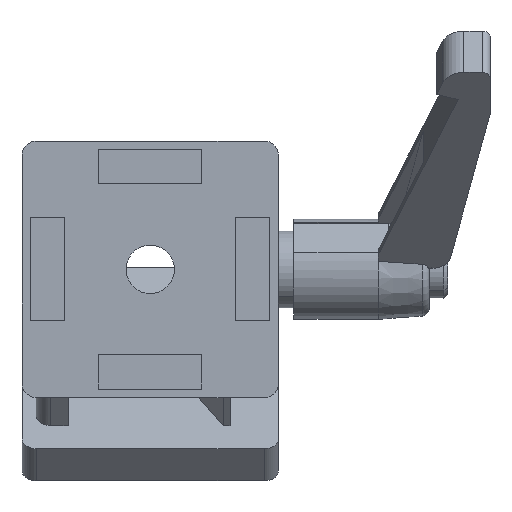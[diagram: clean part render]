
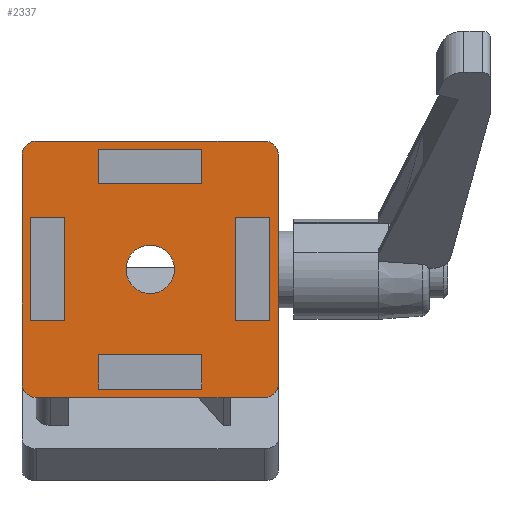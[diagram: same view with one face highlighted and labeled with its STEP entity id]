
A CAD part, front view. The second image highlights one B-rep face of the part: STEP entity #2337.
In plain terms, the highlighted planar face has unit normal (0, -1, 0).
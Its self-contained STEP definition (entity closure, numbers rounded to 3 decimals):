
#340=DIRECTION('',(0.,0.,-1.));
#341=VECTOR('',#340,18.1);
#342=CARTESIAN_POINT('',(-21.,0.,9.05));
#343=LINE('',#342,#341);
#347=DIRECTION('',(1.,0.,0.));
#348=VECTOR('',#347,6.);
#349=CARTESIAN_POINT('',(-21.,0.,-9.05));
#350=LINE('',#349,#348);
#354=DIRECTION('',(0.,0.,1.));
#355=VECTOR('',#354,18.1);
#356=CARTESIAN_POINT('',(-15.,0.,-9.05));
#357=LINE('',#356,#355);
#361=DIRECTION('',(-1.,0.,0.));
#362=VECTOR('',#361,6.);
#363=CARTESIAN_POINT('',(-15.,0.,9.05));
#364=LINE('',#363,#362);
#368=DIRECTION('',(1.,0.,0.));
#369=VECTOR('',#368,18.1);
#370=CARTESIAN_POINT('',(-9.05,0.,-21.));
#371=LINE('',#370,#369);
#375=DIRECTION('',(0.,0.,1.));
#376=VECTOR('',#375,6.);
#377=CARTESIAN_POINT('',(9.05,0.,-21.));
#378=LINE('',#377,#376);
#382=DIRECTION('',(-1.,0.,0.));
#383=VECTOR('',#382,18.1);
#384=CARTESIAN_POINT('',(9.05,0.,-15.));
#385=LINE('',#384,#383);
#389=DIRECTION('',(0.,0.,-1.));
#390=VECTOR('',#389,6.);
#391=CARTESIAN_POINT('',(-9.05,0.,-15.));
#392=LINE('',#391,#390);
#396=DIRECTION('',(0.,0.,-1.));
#397=VECTOR('',#396,6.);
#398=CARTESIAN_POINT('',(-9.05,0.,21.));
#399=LINE('',#398,#397);
#403=DIRECTION('',(1.,0.,0.));
#404=VECTOR('',#403,18.1);
#405=CARTESIAN_POINT('',(-9.05,0.,15.));
#406=LINE('',#405,#404);
#410=DIRECTION('',(0.,0.,1.));
#411=VECTOR('',#410,6.);
#412=CARTESIAN_POINT('',(9.05,0.,15.));
#413=LINE('',#412,#411);
#417=DIRECTION('',(-1.,0.,0.));
#418=VECTOR('',#417,18.1);
#419=CARTESIAN_POINT('',(9.05,0.,21.));
#420=LINE('',#419,#418);
#424=DIRECTION('',(-1.,0.,0.));
#425=VECTOR('',#424,6.);
#426=CARTESIAN_POINT('',(21.,0.,9.05));
#427=LINE('',#426,#425);
#431=DIRECTION('',(0.,0.,-1.));
#432=VECTOR('',#431,18.1);
#433=CARTESIAN_POINT('',(15.,0.,9.05));
#434=LINE('',#433,#432);
#438=DIRECTION('',(1.,0.,0.));
#439=VECTOR('',#438,6.);
#440=CARTESIAN_POINT('',(15.,0.,-9.05));
#441=LINE('',#440,#439);
#445=DIRECTION('',(0.,0.,1.));
#446=VECTOR('',#445,18.1);
#447=CARTESIAN_POINT('',(21.,0.,-9.05));
#448=LINE('',#447,#446);
#452=CARTESIAN_POINT('',(0.,0.,0.));
#453=DIRECTION('',(0.,1.,0.));
#454=DIRECTION('',(0.,0.,-1.));
#455=AXIS2_PLACEMENT_3D('',#452,#453,#454);
#460=CARTESIAN_POINT('',(0.,0.,0.));
#461=DIRECTION('',(0.,1.,0.));
#462=DIRECTION('',(0.,0.,1.));
#463=AXIS2_PLACEMENT_3D('',#460,#461,#462);
#468=CARTESIAN_POINT('',(-20.,0.,20.));
#469=DIRECTION('',(0.,-1.,0.));
#470=DIRECTION('',(0.,0.,1.));
#471=AXIS2_PLACEMENT_3D('',#468,#469,#470);
#476=DIRECTION('',(1.,0.,0.));
#477=VECTOR('',#476,40.);
#478=CARTESIAN_POINT('',(-20.,0.,22.5));
#479=LINE('',#478,#477);
#483=CARTESIAN_POINT('',(20.,0.,20.));
#484=DIRECTION('',(0.,-1.,0.));
#485=DIRECTION('',(1.,0.,0.));
#486=AXIS2_PLACEMENT_3D('',#483,#484,#485);
#491=DIRECTION('',(0.,0.,-1.));
#492=VECTOR('',#491,40.);
#493=CARTESIAN_POINT('',(22.5,0.,20.));
#494=LINE('',#493,#492);
#498=CARTESIAN_POINT('',(20.,0.,-20.));
#499=DIRECTION('',(0.,-1.,0.));
#500=DIRECTION('',(0.,0.,-1.));
#501=AXIS2_PLACEMENT_3D('',#498,#499,#500);
#506=DIRECTION('',(-1.,0.,0.));
#507=VECTOR('',#506,40.);
#508=CARTESIAN_POINT('',(20.,0.,-22.5));
#509=LINE('',#508,#507);
#513=CARTESIAN_POINT('',(-20.,0.,-20.));
#514=DIRECTION('',(0.,-1.,0.));
#515=DIRECTION('',(-1.,0.,0.));
#516=AXIS2_PLACEMENT_3D('',#513,#514,#515);
#521=DIRECTION('',(0.,0.,1.));
#522=VECTOR('',#521,40.);
#523=CARTESIAN_POINT('',(-22.5,0.,-20.));
#524=LINE('',#523,#522);
#1988=CARTESIAN_POINT('',(0.,0.,-4.25));
#1989=CARTESIAN_POINT('',(0.,0.,4.25));
#1990=VERTEX_POINT('',#1988);
#1991=VERTEX_POINT('',#1989);
#2096=CARTESIAN_POINT('',(-20.,0.,22.5));
#2097=CARTESIAN_POINT('',(-22.5,0.,20.));
#2098=VERTEX_POINT('',#2096);
#2099=VERTEX_POINT('',#2097);
#2104=CARTESIAN_POINT('',(22.5,0.,20.));
#2105=CARTESIAN_POINT('',(20.,0.,22.5));
#2106=VERTEX_POINT('',#2104);
#2107=VERTEX_POINT('',#2105);
#2112=CARTESIAN_POINT('',(-22.5,0.,-20.));
#2113=CARTESIAN_POINT('',(-20.,0.,-22.5));
#2114=VERTEX_POINT('',#2112);
#2115=VERTEX_POINT('',#2113);
#2120=CARTESIAN_POINT('',(20.,0.,-22.5));
#2121=CARTESIAN_POINT('',(22.5,0.,-20.));
#2122=VERTEX_POINT('',#2120);
#2123=VERTEX_POINT('',#2121);
#2176=CARTESIAN_POINT('',(-21.,0.,9.05));
#2177=CARTESIAN_POINT('',(-21.,0.,-9.05));
#2178=VERTEX_POINT('',#2176);
#2179=VERTEX_POINT('',#2177);
#2180=CARTESIAN_POINT('',(-15.,0.,-9.05));
#2181=VERTEX_POINT('',#2180);
#2182=CARTESIAN_POINT('',(-15.,0.,9.05));
#2183=VERTEX_POINT('',#2182);
#2184=CARTESIAN_POINT('',(-9.05,0.,-21.));
#2185=CARTESIAN_POINT('',(9.05,0.,-21.));
#2186=VERTEX_POINT('',#2184);
#2187=VERTEX_POINT('',#2185);
#2188=CARTESIAN_POINT('',(9.05,0.,-15.));
#2189=VERTEX_POINT('',#2188);
#2190=CARTESIAN_POINT('',(-9.05,0.,-15.));
#2191=VERTEX_POINT('',#2190);
#2192=CARTESIAN_POINT('',(-9.05,0.,21.));
#2193=CARTESIAN_POINT('',(-9.05,0.,15.));
#2194=VERTEX_POINT('',#2192);
#2195=VERTEX_POINT('',#2193);
#2196=CARTESIAN_POINT('',(9.05,0.,15.));
#2197=VERTEX_POINT('',#2196);
#2198=CARTESIAN_POINT('',(9.05,0.,21.));
#2199=VERTEX_POINT('',#2198);
#2200=CARTESIAN_POINT('',(21.,0.,9.05));
#2201=CARTESIAN_POINT('',(15.,0.,9.05));
#2202=VERTEX_POINT('',#2200);
#2203=VERTEX_POINT('',#2201);
#2204=CARTESIAN_POINT('',(15.,0.,-9.05));
#2205=VERTEX_POINT('',#2204);
#2206=CARTESIAN_POINT('',(21.,0.,-9.05));
#2207=VERTEX_POINT('',#2206);
#2268=CARTESIAN_POINT('',(0.,0.,0.));
#2269=DIRECTION('',(0.,1.,0.));
#2270=DIRECTION('',(1.,0.,0.));
#2271=AXIS2_PLACEMENT_3D('',#2268,#2269,#2270);
#2272=PLANE('',#2271);
#2274=ORIENTED_EDGE('',*,*,#2273,.F.);
#2276=ORIENTED_EDGE('',*,*,#2275,.T.);
#2278=ORIENTED_EDGE('',*,*,#2277,.F.);
#2280=ORIENTED_EDGE('',*,*,#2279,.T.);
#2282=ORIENTED_EDGE('',*,*,#2281,.F.);
#2284=ORIENTED_EDGE('',*,*,#2283,.T.);
#2286=ORIENTED_EDGE('',*,*,#2285,.F.);
#2288=ORIENTED_EDGE('',*,*,#2287,.T.);
#2289=EDGE_LOOP('',(#2274,#2276,#2278,#2280,#2282,#2284,#2286,#2288));
#2290=FACE_OUTER_BOUND('',#2289,.F.);
#2292=ORIENTED_EDGE('',*,*,#2291,.T.);
#2294=ORIENTED_EDGE('',*,*,#2293,.T.);
#2296=ORIENTED_EDGE('',*,*,#2295,.T.);
#2298=ORIENTED_EDGE('',*,*,#2297,.T.);
#2299=EDGE_LOOP('',(#2292,#2294,#2296,#2298));
#2300=FACE_BOUND('',#2299,.F.);
#2302=ORIENTED_EDGE('',*,*,#2301,.T.);
#2304=ORIENTED_EDGE('',*,*,#2303,.T.);
#2306=ORIENTED_EDGE('',*,*,#2305,.T.);
#2308=ORIENTED_EDGE('',*,*,#2307,.T.);
#2309=EDGE_LOOP('',(#2302,#2304,#2306,#2308));
#2310=FACE_BOUND('',#2309,.F.);
#2312=ORIENTED_EDGE('',*,*,#2311,.T.);
#2314=ORIENTED_EDGE('',*,*,#2313,.T.);
#2316=ORIENTED_EDGE('',*,*,#2315,.T.);
#2318=ORIENTED_EDGE('',*,*,#2317,.T.);
#2319=EDGE_LOOP('',(#2312,#2314,#2316,#2318));
#2320=FACE_BOUND('',#2319,.F.);
#2322=ORIENTED_EDGE('',*,*,#2321,.F.);
#2324=ORIENTED_EDGE('',*,*,#2323,.F.);
#2325=EDGE_LOOP('',(#2322,#2324));
#2326=FACE_BOUND('',#2325,.F.);
#2328=ORIENTED_EDGE('',*,*,#2327,.T.);
#2330=ORIENTED_EDGE('',*,*,#2329,.T.);
#2332=ORIENTED_EDGE('',*,*,#2331,.T.);
#2334=ORIENTED_EDGE('',*,*,#2333,.T.);
#2335=EDGE_LOOP('',(#2328,#2330,#2332,#2334));
#2336=FACE_BOUND('',#2335,.F.);
#456=CIRCLE('',#455,4.25);
#464=CIRCLE('',#463,4.25);
#472=CIRCLE('',#471,2.5);
#487=CIRCLE('',#486,2.5);
#502=CIRCLE('',#501,2.5);
#517=CIRCLE('',#516,2.5);
#2273=EDGE_CURVE('',#2098,#2099,#472,.T.);
#2275=EDGE_CURVE('',#2098,#2107,#479,.T.);
#2277=EDGE_CURVE('',#2106,#2107,#487,.T.);
#2279=EDGE_CURVE('',#2106,#2123,#494,.T.);
#2281=EDGE_CURVE('',#2122,#2123,#502,.T.);
#2283=EDGE_CURVE('',#2122,#2115,#509,.T.);
#2285=EDGE_CURVE('',#2114,#2115,#517,.T.);
#2287=EDGE_CURVE('',#2114,#2099,#524,.T.);
#2291=EDGE_CURVE('',#2186,#2187,#371,.T.);
#2293=EDGE_CURVE('',#2187,#2189,#378,.T.);
#2295=EDGE_CURVE('',#2189,#2191,#385,.T.);
#2297=EDGE_CURVE('',#2191,#2186,#392,.T.);
#2301=EDGE_CURVE('',#2194,#2195,#399,.T.);
#2303=EDGE_CURVE('',#2195,#2197,#406,.T.);
#2305=EDGE_CURVE('',#2197,#2199,#413,.T.);
#2307=EDGE_CURVE('',#2199,#2194,#420,.T.);
#2311=EDGE_CURVE('',#2202,#2203,#427,.T.);
#2313=EDGE_CURVE('',#2203,#2205,#434,.T.);
#2315=EDGE_CURVE('',#2205,#2207,#441,.T.);
#2317=EDGE_CURVE('',#2207,#2202,#448,.T.);
#2321=EDGE_CURVE('',#1990,#1991,#456,.T.);
#2323=EDGE_CURVE('',#1991,#1990,#464,.T.);
#2327=EDGE_CURVE('',#2178,#2179,#343,.T.);
#2329=EDGE_CURVE('',#2179,#2181,#350,.T.);
#2331=EDGE_CURVE('',#2181,#2183,#357,.T.);
#2333=EDGE_CURVE('',#2183,#2178,#364,.T.);
#2337=ADVANCED_FACE('',(#2290,#2300,#2310,#2320,#2326,#2336),#2272,.F.);
